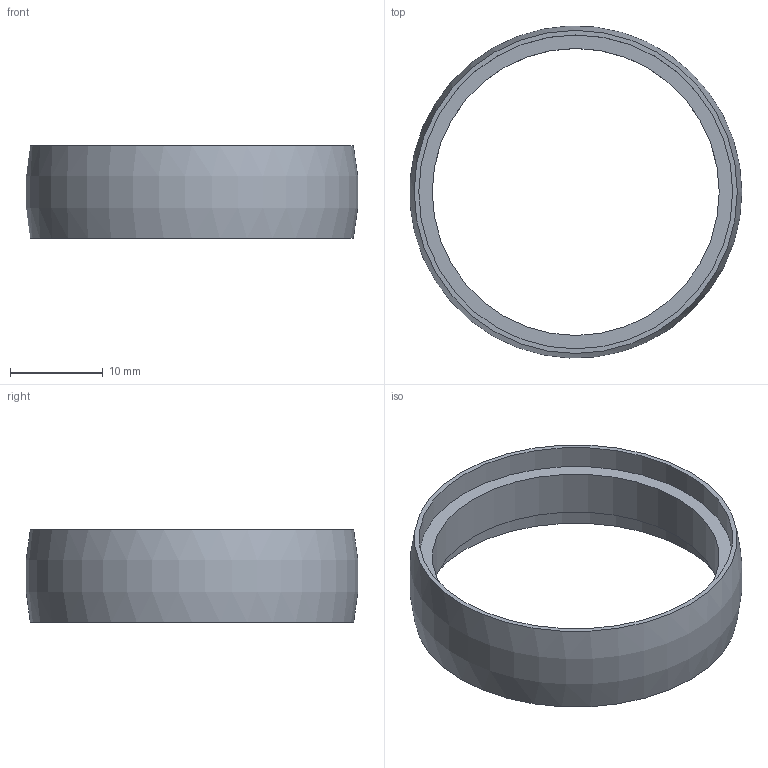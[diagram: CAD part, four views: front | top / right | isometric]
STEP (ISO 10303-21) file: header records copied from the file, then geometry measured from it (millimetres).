
FILE_DESCRIPTION (( 'STEP AP203' ), '1' );
FILE_NAME ('56245-240-33.step', '2020-03-06T12:17:46', ( '' ), ( '' ), 'SwSTEP 2.0', 'SolidWorks 2015', '' );
FILE_SCHEMA (( 'CONFIG_CONTROL_DESIGN' ));
Length unit declared in the file: millimetre
Products named in the file (2): 56245-240-33
Bounding box: 35.82 x 35.85 x 10 mm (x, y, z)
Volume: 1687.3 mm3; surface area: 2558.4 mm2
Topology: 1 solids, 1 shells, 278 faces, 741 edges, 494 vertices
Faces by surface type: plane 125, bspline 122, cylinder 30, torus 1
Full cylindrical faces by diameter (mm): 31 x1, 33.9 x2
Entity records: 13459 total; most frequent: CARTESIAN_POINT 7198, ORIENTED_EDGE 1474, DIRECTION 895, EDGE_CURVE 737, VERTEX_POINT 494, LINE 343, VECTOR 343, EDGE_LOOP 313
